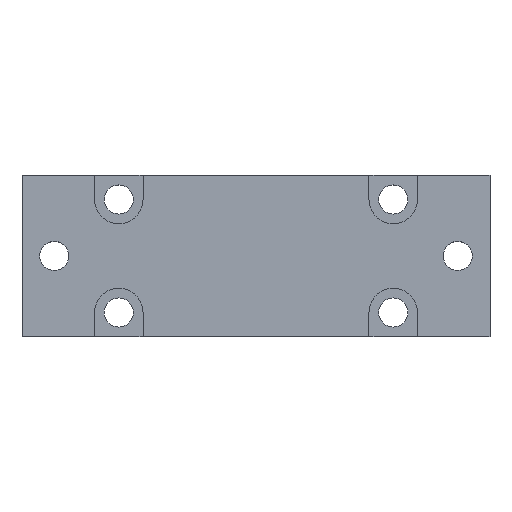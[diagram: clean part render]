
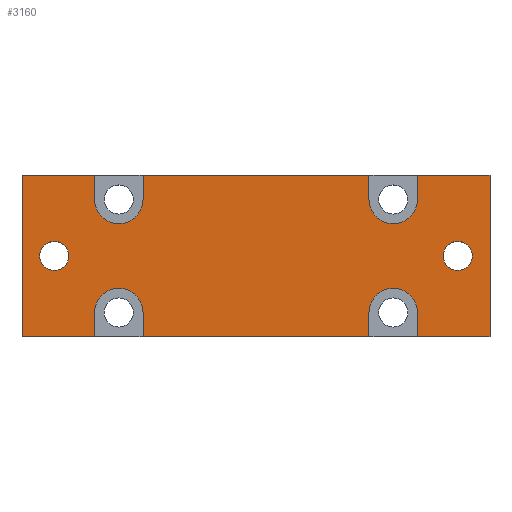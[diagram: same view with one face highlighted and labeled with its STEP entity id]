
A CAD part, top view. The second image highlights one B-rep face of the part: STEP entity #3160.
In plain terms, the highlighted planar face has unit normal (0, 0, 1).
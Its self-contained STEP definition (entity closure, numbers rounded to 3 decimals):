
#1310=CARTESIAN_POINT('',(0.,0.,10.));
#1320=DIRECTION('',(0.,0.,1.));
#1330=DIRECTION('',(1.,0.,0.));
#1340=AXIS2_PLACEMENT_3D('',#1310,#1320,#1330);
#1350=PLANE('',#1340);
#1360=CARTESIAN_POINT('',(122.5,0.,10.));
#1370=DIRECTION('',(0.,-1.,0.));
#1380=VECTOR('',#1370,1.);
#1390=LINE('',#1360,#1380);
#1400=CARTESIAN_POINT('',(122.5,7.5,10.));
#1410=VERTEX_POINT('',#1400);
#1420=CARTESIAN_POINT('',(122.5,0.,10.));
#1430=VERTEX_POINT('',#1420);
#1440=EDGE_CURVE('',#1410,#1430,#1390,.T.);
#1450=ORIENTED_EDGE('',*,*,#1440,.T.);
#1460=CARTESIAN_POINT('',(115.,7.5,10.));
#1470=DIRECTION('',(0.,0.,1.));
#1480=DIRECTION('',(-1.,0.,0.));
#1490=AXIS2_PLACEMENT_3D('',#1460,#1470,#1480);
#1500=CIRCLE('',#1490,7.5);
#1510=CARTESIAN_POINT('',(107.5,7.5,10.));
#1520=VERTEX_POINT('',#1510);
#1530=EDGE_CURVE('',#1410,#1520,#1500,.T.);
#1540=ORIENTED_EDGE('',*,*,#1530,.F.);
#1550=CARTESIAN_POINT('',(107.5,0.,10.));
#1560=DIRECTION('',(0.,1.,0.));
#1570=VECTOR('',#1560,1.);
#1580=LINE('',#1550,#1570);
#1590=CARTESIAN_POINT('',(107.5,0.,10.));
#1600=VERTEX_POINT('',#1590);
#1610=EDGE_CURVE('',#1600,#1520,#1580,.T.);
#1620=ORIENTED_EDGE('',*,*,#1610,.T.);
#1630=CARTESIAN_POINT('',(0.,0.,10.));
#1640=DIRECTION('',(1.,0.,0.));
#1650=VECTOR('',#1640,1.);
#1660=LINE('',#1630,#1650);
#1670=CARTESIAN_POINT('',(37.5,0.,10.));
#1680=VERTEX_POINT('',#1670);
#1690=EDGE_CURVE('',#1680,#1600,#1660,.T.);
#1700=ORIENTED_EDGE('',*,*,#1690,.T.);
#1710=CARTESIAN_POINT('',(37.5,0.,10.));
#1720=DIRECTION('',(0.,-1.,0.));
#1730=VECTOR('',#1720,1.);
#1740=LINE('',#1710,#1730);
#1750=CARTESIAN_POINT('',(37.5,7.5,10.));
#1760=VERTEX_POINT('',#1750);
#1770=EDGE_CURVE('',#1760,#1680,#1740,.T.);
#1780=ORIENTED_EDGE('',*,*,#1770,.T.);
#1790=CARTESIAN_POINT('',(30.,7.5,10.));
#1800=DIRECTION('',(0.,0.,-1.));
#1810=DIRECTION('',(-1.,0.,0.));
#1820=AXIS2_PLACEMENT_3D('',#1790,#1800,#1810);
#1830=CIRCLE('',#1820,7.5);
#1840=CARTESIAN_POINT('',(22.5,7.5,10.));
#1850=VERTEX_POINT('',#1840);
#1860=EDGE_CURVE('',#1850,#1760,#1830,.T.);
#1870=ORIENTED_EDGE('',*,*,#1860,.T.);
#1880=CARTESIAN_POINT('',(22.5,0.,10.));
#1890=DIRECTION('',(0.,1.,0.));
#1900=VECTOR('',#1890,1.);
#1910=LINE('',#1880,#1900);
#1920=CARTESIAN_POINT('',(22.5,0.,10.));
#1930=VERTEX_POINT('',#1920);
#1940=EDGE_CURVE('',#1930,#1850,#1910,.T.);
#1950=ORIENTED_EDGE('',*,*,#1940,.T.);
#1960=CARTESIAN_POINT('',(0.,0.,10.));
#1970=VERTEX_POINT('',#1960);
#1980=EDGE_CURVE('',#1970,#1930,#1660,.T.);
#1990=ORIENTED_EDGE('',*,*,#1980,.T.);
#2000=CARTESIAN_POINT('',(0.,50.,10.));
#2010=DIRECTION('',(0.,-1.,0.));
#2020=VECTOR('',#2010,1.);
#2030=LINE('',#2000,#2020);
#2040=CARTESIAN_POINT('',(0.,50.,10.));
#2050=VERTEX_POINT('',#2040);
#2060=EDGE_CURVE('',#2050,#1970,#2030,.T.);
#2070=ORIENTED_EDGE('',*,*,#2060,.T.);
#2080=CARTESIAN_POINT('',(145.,50.,10.));
#2090=DIRECTION('',(-1.,0.,0.));
#2100=VECTOR('',#2090,1.);
#2110=LINE('',#2080,#2100);
#2120=CARTESIAN_POINT('',(22.5,50.,10.));
#2130=VERTEX_POINT('',#2120);
#2140=EDGE_CURVE('',#2130,#2050,#2110,.T.);
#2150=ORIENTED_EDGE('',*,*,#2140,.T.);
#2160=CARTESIAN_POINT('',(22.5,0.,10.));
#2170=DIRECTION('',(0.,1.,0.));
#2180=VECTOR('',#2170,1.);
#2190=LINE('',#2160,#2180);
#2200=CARTESIAN_POINT('',(22.5,42.5,10.));
#2210=VERTEX_POINT('',#2200);
#2220=EDGE_CURVE('',#2210,#2130,#2190,.T.);
#2230=ORIENTED_EDGE('',*,*,#2220,.T.);
#2240=CARTESIAN_POINT('',(30.,42.5,10.));
#2250=DIRECTION('',(0.,0.,-1.));
#2260=DIRECTION('',(-1.,0.,0.));
#2270=AXIS2_PLACEMENT_3D('',#2240,#2250,#2260);
#2280=CIRCLE('',#2270,7.5);
#2290=CARTESIAN_POINT('',(37.5,42.5,10.));
#2300=VERTEX_POINT('',#2290);
#2310=EDGE_CURVE('',#2300,#2210,#2280,.T.);
#2320=ORIENTED_EDGE('',*,*,#2310,.T.);
#2330=CARTESIAN_POINT('',(37.5,0.,10.));
#2340=DIRECTION('',(0.,-1.,0.));
#2350=VECTOR('',#2340,1.);
#2360=LINE('',#2330,#2350);
#2370=CARTESIAN_POINT('',(37.5,50.,10.));
#2380=VERTEX_POINT('',#2370);
#2390=EDGE_CURVE('',#2380,#2300,#2360,.T.);
#2400=ORIENTED_EDGE('',*,*,#2390,.T.);
#2410=CARTESIAN_POINT('',(107.5,50.,10.));
#2420=VERTEX_POINT('',#2410);
#2430=EDGE_CURVE('',#2420,#2380,#2110,.T.);
#2440=ORIENTED_EDGE('',*,*,#2430,.T.);
#2450=CARTESIAN_POINT('',(107.5,0.,10.));
#2460=DIRECTION('',(0.,1.,0.));
#2470=VECTOR('',#2460,1.);
#2480=LINE('',#2450,#2470);
#2490=CARTESIAN_POINT('',(107.5,42.5,10.));
#2500=VERTEX_POINT('',#2490);
#2510=EDGE_CURVE('',#2500,#2420,#2480,.T.);
#2520=ORIENTED_EDGE('',*,*,#2510,.T.);
#2530=CARTESIAN_POINT('',(115.,42.5,10.));
#2540=DIRECTION('',(0.,0.,-1.));
#2550=DIRECTION('',(-1.,0.,0.));
#2560=AXIS2_PLACEMENT_3D('',#2530,#2540,#2550);
#2570=CIRCLE('',#2560,7.5);
#2580=CARTESIAN_POINT('',(122.5,42.5,10.));
#2590=VERTEX_POINT('',#2580);
#2600=EDGE_CURVE('',#2590,#2500,#2570,.T.);
#2610=ORIENTED_EDGE('',*,*,#2600,.T.);
#2620=CARTESIAN_POINT('',(122.5,0.,10.));
#2630=DIRECTION('',(0.,-1.,0.));
#2640=VECTOR('',#2630,1.);
#2650=LINE('',#2620,#2640);
#2660=CARTESIAN_POINT('',(122.5,50.,10.));
#2670=VERTEX_POINT('',#2660);
#2680=EDGE_CURVE('',#2670,#2590,#2650,.T.);
#2690=ORIENTED_EDGE('',*,*,#2680,.T.);
#2700=CARTESIAN_POINT('',(145.,50.,10.));
#2710=VERTEX_POINT('',#2700);
#2720=EDGE_CURVE('',#2710,#2670,#2110,.T.);
#2730=ORIENTED_EDGE('',*,*,#2720,.T.);
#2740=CARTESIAN_POINT('',(145.,0.,10.));
#2750=DIRECTION('',(0.,1.,0.));
#2760=VECTOR('',#2750,1.);
#2770=LINE('',#2740,#2760);
#2780=CARTESIAN_POINT('',(145.,0.,10.));
#2790=VERTEX_POINT('',#2780);
#2800=EDGE_CURVE('',#2790,#2710,#2770,.T.);
#2810=ORIENTED_EDGE('',*,*,#2800,.T.);
#2820=EDGE_CURVE('',#1430,#2790,#1660,.T.);
#2830=ORIENTED_EDGE('',*,*,#2820,.T.);
#2840=EDGE_LOOP('',(#2830,#2810,#2730,#2690,#2610,#2520,#2440,#2400,
#2320,#2230,#2150,#2070,#1990,#1950,#1870,#1780,#1700,#1620,#1540,#1450)
);
#2850=FACE_OUTER_BOUND('',#2840,.T.);
#2860=CARTESIAN_POINT('',(135.,25.,10.));
#2870=DIRECTION('',(0.,0.,1.));
#2880=DIRECTION('',(1.,0.,0.));
#2890=AXIS2_PLACEMENT_3D('',#2860,#2870,#2880);
#2900=CIRCLE('',#2890,4.5);
#2910=CARTESIAN_POINT('',(139.5,25.,10.));
#2920=VERTEX_POINT('',#2910);
#2930=CARTESIAN_POINT('',(130.5,25.,10.));
#2940=VERTEX_POINT('',#2930);
#2950=EDGE_CURVE('',#2920,#2940,#2900,.T.);
#2960=ORIENTED_EDGE('',*,*,#2950,.F.);
#2970=EDGE_CURVE('',#2940,#2920,#2900,.T.);
#2980=ORIENTED_EDGE('',*,*,#2970,.F.);
#2990=EDGE_LOOP('',(#2980,#2960));
#3000=FACE_BOUND('',#2990,.T.);
#3010=CARTESIAN_POINT('',(10.,25.,10.));
#3020=DIRECTION('',(0.,0.,1.));
#3030=DIRECTION('',(1.,0.,0.));
#3040=AXIS2_PLACEMENT_3D('',#3010,#3020,#3030);
#3050=CIRCLE('',#3040,4.5);
#3060=CARTESIAN_POINT('',(14.5,25.,10.));
#3070=VERTEX_POINT('',#3060);
#3080=CARTESIAN_POINT('',(5.5,25.,10.));
#3090=VERTEX_POINT('',#3080);
#3100=EDGE_CURVE('',#3070,#3090,#3050,.T.);
#3110=ORIENTED_EDGE('',*,*,#3100,.F.);
#3120=EDGE_CURVE('',#3090,#3070,#3050,.T.);
#3130=ORIENTED_EDGE('',*,*,#3120,.F.);
#3140=EDGE_LOOP('',(#3130,#3110));
#3150=FACE_BOUND('',#3140,.T.);
#3160=ADVANCED_FACE('',(#2850,#3000,#3150),#1350,.T.);
